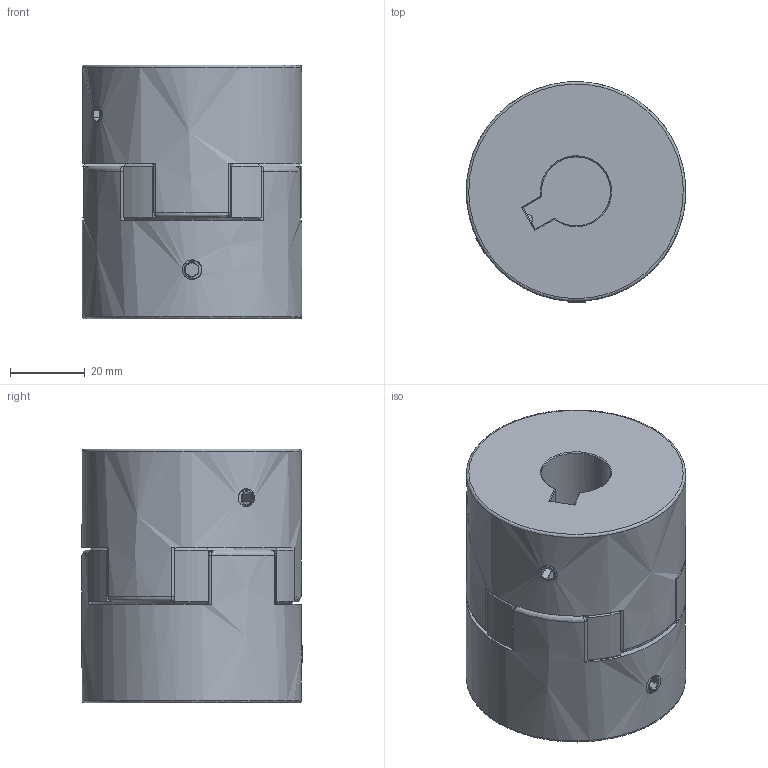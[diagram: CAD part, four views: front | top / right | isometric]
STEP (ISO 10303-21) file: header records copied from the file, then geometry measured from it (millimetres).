
FILE_DESCRIPTION(('FreeCAD Model'),'2;1');
FILE_NAME('Open CASCADE Shape Model','2025-05-02T19:50:45',('FreeCAD'),( 'FreeCAD'),'Open CASCADE STEP processor 7.6','FreeCAD','Unknown');
FILE_SCHEMA(('AUTOMOTIVE_DESIGN { 1 0 10303 214 1 1 1 1 }'));
Length unit declared in the file: millimetre
Products named in the file (1): Open CASCADE STEP translator 7.6 1
Bounding box: 58.68 x 58.93 x 67.94 mm (x, y, z)
Volume: 160823.5 mm3; surface area: 35582.1 mm2
Topology: 5 solids, 5 shells, 300 faces, 725 edges, 435 vertices
Faces by surface type: bspline 300
Entity records: 14097 total; most frequent: CARTESIAN_POINT 9861, ORIENTED_EDGE 1450, EDGE_CURVE 725, B_SPLINE_CURVE_WITH_KNOTS 551, VERTEX_POINT 435, FACE_BOUND 308, EDGE_LOOP 308, ADVANCED_FACE 300
